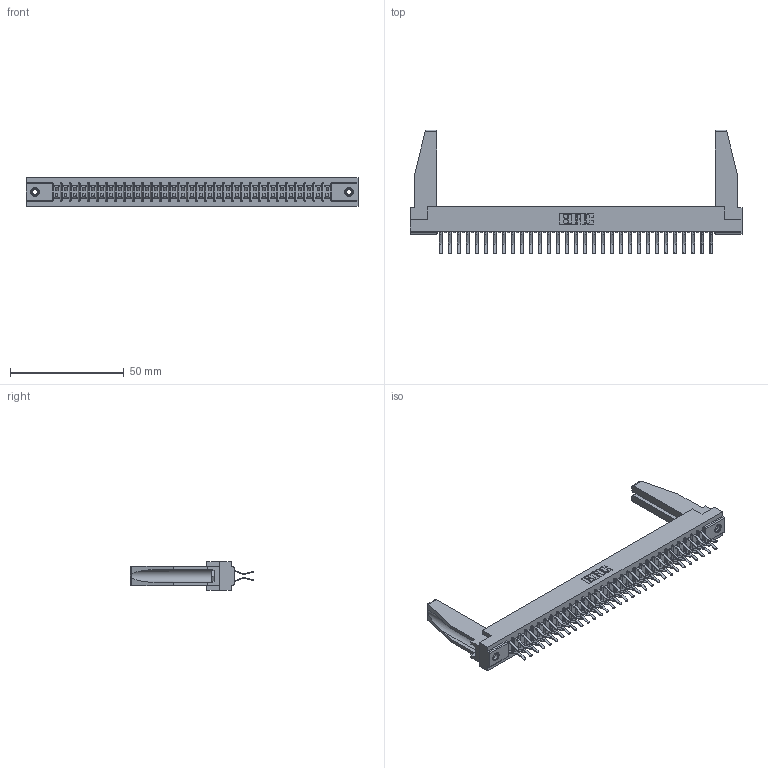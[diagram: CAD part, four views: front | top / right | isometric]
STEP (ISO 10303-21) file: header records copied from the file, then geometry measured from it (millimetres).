
FILE_DESCRIPTION (( 'STEP AP203' ), '1' );
FILE_NAME ('307-062-560-278.STEP', '2019-09-06T16:30:52', ( '' ), ( '' ), 'SwSTEP 2.0', 'SolidWorks 2016', '' );
FILE_SCHEMA (( 'CONFIG_CONTROL_DESIGN' ));
Length unit declared in the file: inch
Products named in the file (5): 307-220-078; 307-290-001_560; 307-062-560-278; 345-250-001_345-250-001-102; 307 Part_.156 Dia Mounting Holes
Assembly tree (67 placements, depth 2):
  307-062-560-278
    307 Part_.156 Dia Mounting Holes
    307-290-001_560  x62
    307-220-078  x2
    345-250-001_345-250-001-102  x2
Bounding box: 145.85 x 54.43 x 12.7 mm (x, y, z)
Volume: 19501.7 mm3; surface area: 22996 mm2
Topology: 67 solids, 67 shells, 3380 faces, 9457 edges, 6126 vertices
Faces by surface type: plane 2200, cylinder 1100, sphere 64, cone 12, torus 4
Entity records: 31467 total; most frequent: CARTESIAN_POINT 5161, ORIENTED_EDGE 5072, DIRECTION 5014, EDGE_CURVE 2536, LINE 1944, VECTOR 1944, VERTEX_POINT 1640, AXIS2_PLACEMENT_3D 1535
